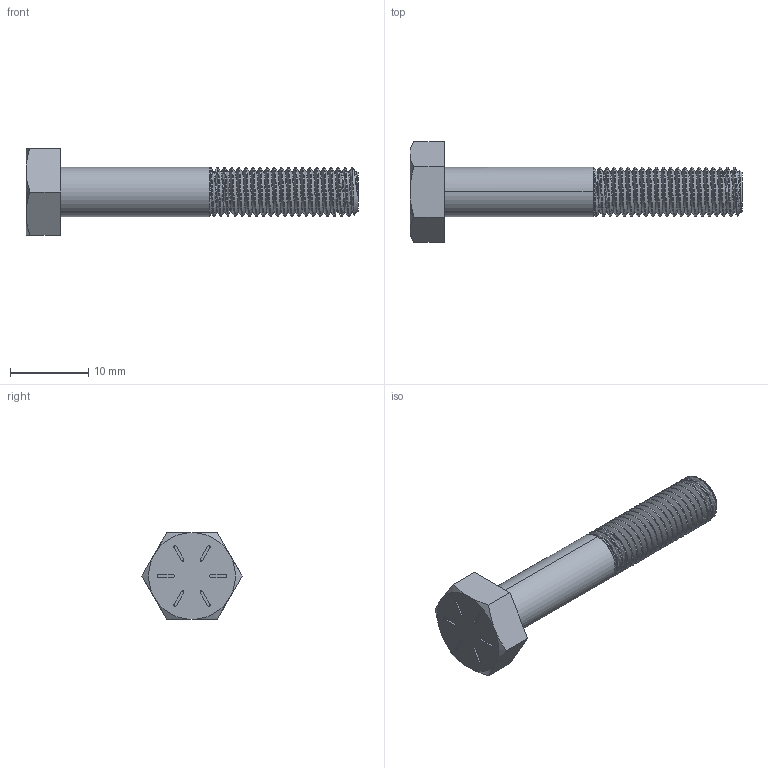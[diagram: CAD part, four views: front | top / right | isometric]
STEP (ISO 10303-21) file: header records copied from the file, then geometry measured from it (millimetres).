
FILE_DESCRIPTION (( 'STEP AP203' ), '1' );
FILE_NAME ('91257A566_Zinc Yellow-Chromate Plated Hex Head Screw.STEP', '2021-07-09T15:36:21', ( 'Administrator' ), ( 'Managed by Terraform' ), 'SwSTEP 2.0', 'SolidWorks 2017', '' );
FILE_SCHEMA (( 'CONFIG_CONTROL_DESIGN' ));
Length unit declared in the file: inch
Products named in the file (1): 91257A566_Zinc Yellow-Chromate Plated Hex Head Screw
Bounding box: 42.47 x 12.83 x 11.11 mm (x, y, z)
Volume: 1567.2 mm3; surface area: 1351.6 mm2
Topology: 1 solids, 1 shells, 100 faces, 265 edges, 174 vertices
Faces by surface type: cylinder 59, plane 27, cone 11, bspline 3
Entity records: 6489 total; most frequent: CARTESIAN_POINT 4189, ORIENTED_EDGE 530, DIRECTION 401, EDGE_CURVE 265, VERTEX_POINT 174, AXIS2_PLACEMENT_3D 145, LINE 111, VECTOR 111
